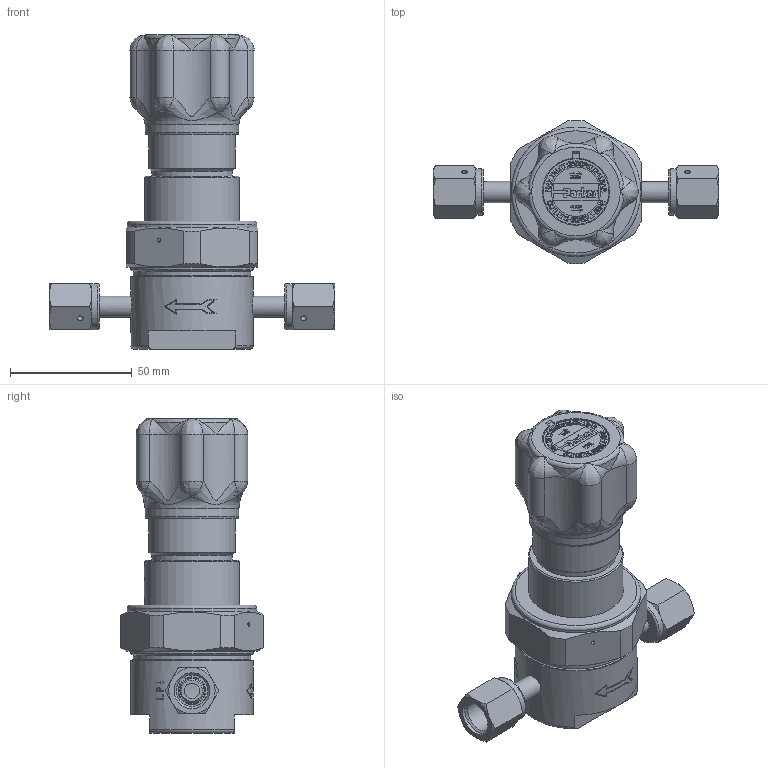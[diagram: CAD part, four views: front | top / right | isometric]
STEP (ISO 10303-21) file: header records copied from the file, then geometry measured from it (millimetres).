
FILE_DESCRIPTION(/* description */ (''),/* implementation_level */ '2;1');
FILE_NAME(/* name */ '54027580-3.stp',/* time_stamp */ '2019-07-08T18:43:11+05:00',/* author */ ('PM00461343'),/* organization */ (''),/* preprocessor_version */ 'ST-DEVELOPER v17',/* originating_system */ 'Autodesk Inventor 2019',/* authorisation */ '');
FILE_SCHEMA (('AUTOMOTIVE_DESIGN { 1 0 10303 214 3 1 1 }'));
Length unit declared in the file: inch
Products named in the file (1): 54027580-3
Bounding box: 117.32 x 58.91 x 129.48 mm (x, y, z)
Volume: 218379.7 mm3; surface area: 31409.3 mm2
Topology: 1 solids, 1 shells, 1199 faces, 3223 edges, 2137 vertices
Faces by surface type: plane 743, bspline 292, cylinder 102, cone 41, torus 21
Full cylindrical faces by diameter (mm): 1.524 x1, 1.575 x2, 2.286 x4, 3.962 x2, 6.375 x2, 8.788 x2, 11.379 x2, 12.929 x2, 14.732 x2, 19.05 x2, 20.32 x1, 27.051 x1, 33.223 x1, 35.56 x1, 38.608 x1, 39.116 x1, 48.514 x1, 50.292 x2, 53.34 x1
Entity records: 45264 total; most frequent: CARTESIAN_POINT 16017, ORIENTED_EDGE 6430, DIRECTION 4608, EDGE_CURVE 3215, LINE 2170, VECTOR 2170, VERTEX_POINT 2137, EDGE_LOOP 1326
